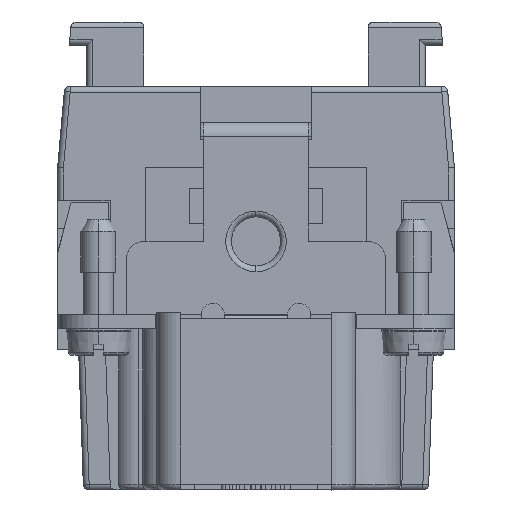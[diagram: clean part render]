
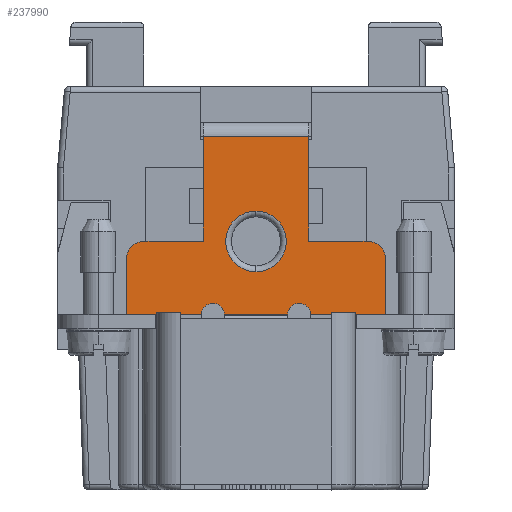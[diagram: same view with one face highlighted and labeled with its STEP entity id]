
A CAD part, left-side view. The second image highlights one B-rep face of the part: STEP entity #237990.
In plain terms, the highlighted planar face has unit normal (-1, 0, 0).
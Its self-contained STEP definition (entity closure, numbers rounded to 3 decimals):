
#107790=CARTESIAN_POINT('',(14.446,67.576,
-4.5));
#107800=VERTEX_POINT('',#107790);
#107830=CARTESIAN_POINT('',(14.446,67.576,
-4.5));
#107840=DIRECTION('',(0.,0.,1.));
#107850=VECTOR('',#107840,1.);
#107860=LINE('',#107830,#107850);
#107870=CARTESIAN_POINT('',(14.446,67.576,
0.3));
#107880=VERTEX_POINT('',#107870);
#107890=EDGE_CURVE('',#107800,#107880,#107860,.T.);
#112080=CARTESIAN_POINT('',(14.446,73.976,
-4.5));
#112090=VERTEX_POINT('',#112080);
#112120=CARTESIAN_POINT('',(14.446,73.976,
-4.5));
#112130=DIRECTION('',(0.,-1.,0.));
#112140=VECTOR('',#112130,1.);
#112150=LINE('',#112120,#112140);
#112160=EDGE_CURVE('',#112090,#107800,#112150,.T.);
#219080=CARTESIAN_POINT('',(14.446,74.976,
-4.5));
#219090=DIRECTION('',(1.,0.,0.));
#219100=DIRECTION('',(0.,0.999,
0.054));
#219110=AXIS2_PLACEMENT_3D('',#219080,#219090,#219100);
#219120=CIRCLE('',#219110,1.);
#219130=CARTESIAN_POINT('',(14.446,75.974,
-4.446));
#219140=VERTEX_POINT('',#219130);
#219150=EDGE_CURVE('',#219140,#112090,#219120,.T.);
#219690=CARTESIAN_POINT('',(14.446,81.377,
-4.446));
#219700=VERTEX_POINT('',#219690);
#219730=CARTESIAN_POINT('',(14.446,75.974,
-4.446));
#219740=DIRECTION('',(0.,1.,0.));
#219750=VECTOR('',#219740,1.);
#219760=LINE('',#219730,#219750);
#219770=EDGE_CURVE('',#219140,#219700,#219760,.T.);
#234680=CARTESIAN_POINT('',(14.446,89.776,
-4.5));
#234690=VERTEX_POINT('',#234680);
#234720=CARTESIAN_POINT('',(14.446,89.776,
-4.5));
#234730=DIRECTION('',(0.,-1.,0.));
#234740=VECTOR('',#234730,1.);
#234750=LINE('',#234720,#234740);
#234760=CARTESIAN_POINT('',(14.446,83.376,
-4.5));
#234770=VERTEX_POINT('',#234760);
#234780=EDGE_CURVE('',#234690,#234770,#234750,.T.);
#235810=CARTESIAN_POINT('',(14.446,89.776,
0.3));
#235820=DIRECTION('',(0.,0.,-1.));
#235830=VECTOR('',#235820,1.);
#235840=LINE('',#235810,#235830);
#235850=CARTESIAN_POINT('',(14.446,89.776,
0.3));
#235860=VERTEX_POINT('',#235850);
#235870=EDGE_CURVE('',#235860,#234690,#235840,.T.);
#236210=CARTESIAN_POINT('',(14.446,88.276,
0.3));
#236220=DIRECTION('',(-1.,0.,0.));
#236230=DIRECTION('',(0.,0.,1.));
#236240=AXIS2_PLACEMENT_3D('',#236210,#236220,#236230);
#236250=CIRCLE('',#236240,1.5);
#236260=CARTESIAN_POINT('',(14.446,88.276,
1.8));
#236270=VERTEX_POINT('',#236260);
#236280=EDGE_CURVE('',#236270,#235860,#236250,.T.);
#236670=CARTESIAN_POINT('',(14.446,83.176,
1.8));
#236680=VERTEX_POINT('',#236670);
#236710=CARTESIAN_POINT('',(14.446,83.176,
1.8));
#236720=DIRECTION('',(0.,1.,0.));
#236730=VECTOR('',#236720,1.);
#236740=LINE('',#236710,#236730);
#236750=EDGE_CURVE('',#236680,#236270,#236740,.T.);
#236870=CARTESIAN_POINT('',(14.446,78.128,
-2.634));
#236880=DIRECTION('',(-1.,0.,0.));
#236890=DIRECTION('',(0.,-1.,0.));
#236900=AXIS2_PLACEMENT_3D('',#236870,#236880,#236890);
#236910=PLANE('',#236900);
#236920=ORIENTED_EDGE('',*,*,#236280,.T.);
#236930=ORIENTED_EDGE('',*,*,#236750,.T.);
#236940=CARTESIAN_POINT('',(14.446,83.176,
3.3));
#236950=DIRECTION('',(0.,0.,-1.));
#236960=VECTOR('',#236950,1.);
#236970=LINE('',#236940,#236960);
#236980=CARTESIAN_POINT('',(14.446,83.176,
3.3));
#236990=VERTEX_POINT('',#236980);
#237000=EDGE_CURVE('',#236990,#236680,#236970,.T.);
#237010=ORIENTED_EDGE('',*,*,#237000,.T.);
#237020=CARTESIAN_POINT('',(14.446,83.176,
6.3));
#237030=DIRECTION('',(0.,0.,-1.));
#237040=VECTOR('',#237030,1.);
#237050=LINE('',#237020,#237040);
#237060=CARTESIAN_POINT('',(14.446,83.176,
6.3));
#237070=VERTEX_POINT('',#237060);
#237080=EDGE_CURVE('',#237070,#236990,#237050,.T.);
#237090=ORIENTED_EDGE('',*,*,#237080,.T.);
#237100=CARTESIAN_POINT('',(14.446,83.176,
10.8));
#237110=DIRECTION('',(0.,0.,-1.));
#237120=VECTOR('',#237110,1.);
#237130=LINE('',#237100,#237120);
#237140=CARTESIAN_POINT('',(14.446,83.176,
10.8));
#237150=VERTEX_POINT('',#237140);
#237160=EDGE_CURVE('',#237150,#237070,#237130,.T.);
#237170=ORIENTED_EDGE('',*,*,#237160,.T.);
#237180=CARTESIAN_POINT('',(14.446,83.176,
10.8));
#237190=DIRECTION('',(0.,-1.,0.));
#237200=VECTOR('',#237190,1.);
#237210=LINE('',#237180,#237200);
#237220=CARTESIAN_POINT('',(14.446,74.176,
10.8));
#237230=VERTEX_POINT('',#237220);
#237240=EDGE_CURVE('',#237150,#237230,#237210,.T.);
#237250=ORIENTED_EDGE('',*,*,#237240,.F.);
#237260=CARTESIAN_POINT('',(14.446,74.176,
6.3));
#237270=DIRECTION('',(0.,0.,1.));
#237280=VECTOR('',#237270,1.);
#237290=LINE('',#237260,#237280);
#237300=CARTESIAN_POINT('',(14.446,74.176,
6.3));
#237310=VERTEX_POINT('',#237300);
#237320=EDGE_CURVE('',#237310,#237230,#237290,.T.);
#237330=ORIENTED_EDGE('',*,*,#237320,.T.);
#237340=CARTESIAN_POINT('',(14.446,74.176,
6.3));
#237350=DIRECTION('',(0.,0.,-1.));
#237360=VECTOR('',#237350,1.);
#237370=LINE('',#237340,#237360);
#237380=CARTESIAN_POINT('',(14.446,74.176,
3.3));
#237390=VERTEX_POINT('',#237380);
#237400=EDGE_CURVE('',#237310,#237390,#237370,.T.);
#237410=ORIENTED_EDGE('',*,*,#237400,.F.);
#237420=CARTESIAN_POINT('',(14.446,74.176,
1.8));
#237430=DIRECTION('',(0.,0.,1.));
#237440=VECTOR('',#237430,1.);
#237450=LINE('',#237420,#237440);
#237460=CARTESIAN_POINT('',(14.446,74.176,
1.8));
#237470=VERTEX_POINT('',#237460);
#237480=EDGE_CURVE('',#237470,#237390,#237450,.T.);
#237490=ORIENTED_EDGE('',*,*,#237480,.T.);
#237500=CARTESIAN_POINT('',(14.446,69.076,
1.8));
#237510=DIRECTION('',(0.,1.,0.));
#237520=VECTOR('',#237510,1.);
#237530=LINE('',#237500,#237520);
#237540=CARTESIAN_POINT('',(14.446,69.076,
1.8));
#237550=VERTEX_POINT('',#237540);
#237560=EDGE_CURVE('',#237550,#237470,#237530,.T.);
#237570=ORIENTED_EDGE('',*,*,#237560,.T.);
#237580=CARTESIAN_POINT('',(14.446,69.076,
0.3));
#237590=DIRECTION('',(-1.,0.,0.));
#237600=DIRECTION('',(0.,-1.,0.));
#237610=AXIS2_PLACEMENT_3D('',#237580,#237590,#237600);
#237620=CIRCLE('',#237610,1.5);
#237630=EDGE_CURVE('',#107880,#237550,#237620,.T.);
#237640=ORIENTED_EDGE('',*,*,#237630,.T.);
#237650=ORIENTED_EDGE('',*,*,#107890,.T.);
#237660=ORIENTED_EDGE('',*,*,#112160,.T.);
#237670=ORIENTED_EDGE('',*,*,#219150,.T.);
#237680=ORIENTED_EDGE('',*,*,#219770,.F.);
#237690=CARTESIAN_POINT('',(14.446,82.376,
-4.5));
#237700=DIRECTION('',(1.,0.,0.));
#237710=DIRECTION('',(0.,1.,0.));
#237720=AXIS2_PLACEMENT_3D('',#237690,#237700,#237710);
#237730=CIRCLE('',#237720,1.);
#237740=EDGE_CURVE('',#234770,#219700,#237730,.T.);
#237750=ORIENTED_EDGE('',*,*,#237740,.T.);
#237760=ORIENTED_EDGE('',*,*,#234780,.T.);
#237770=ORIENTED_EDGE('',*,*,#235870,.T.);
#237780=EDGE_LOOP('',(#237770,#237760,#237750,#237680,#237670,#237660,
#237650,#237640,#237570,#237490,#237410,#237330,#237250,#237170,#237090,
#237010,#236930,#236920));
#237790=FACE_OUTER_BOUND('',#237780,.T.);
#237800=CARTESIAN_POINT('',(14.446,78.676,
1.8));
#237810=DIRECTION('',(1.,0.,0.));
#237820=DIRECTION('',(0.,-1.,0.));
#237830=AXIS2_PLACEMENT_3D('',#237800,#237810,#237820);
#237840=CIRCLE('',#237830,2.6);
#237850=CARTESIAN_POINT('',(14.446,78.676,
-0.8));
#237860=VERTEX_POINT('',#237850);
#237870=CARTESIAN_POINT('',(14.446,78.676,
4.4));
#237880=VERTEX_POINT('',#237870);
#237890=EDGE_CURVE('',#237860,#237880,#237840,.T.);
#237900=ORIENTED_EDGE('',*,*,#237890,.T.);
#237910=CARTESIAN_POINT('',(14.446,76.076,
1.8));
#237920=VERTEX_POINT('',#237910);
#237930=EDGE_CURVE('',#237920,#237860,#237840,.T.);
#237940=ORIENTED_EDGE('',*,*,#237930,.T.);
#237950=EDGE_CURVE('',#237880,#237920,#237840,.T.);
#237960=ORIENTED_EDGE('',*,*,#237950,.T.);
#237970=EDGE_LOOP('',(#237960,#237940,#237900));
#237980=FACE_BOUND('',#237970,.T.);
#237990=ADVANCED_FACE('',(#237790,#237980),#236910,.T.);
